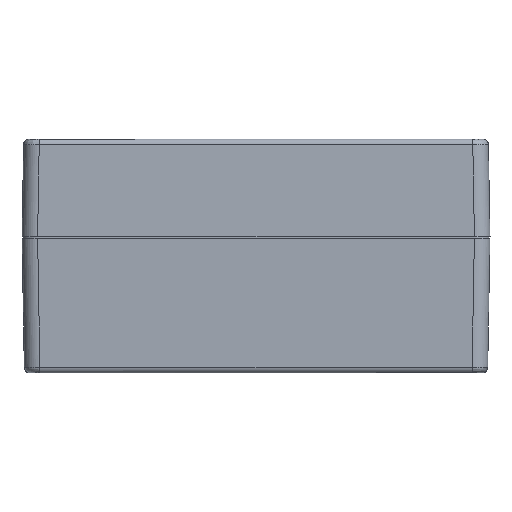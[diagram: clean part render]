
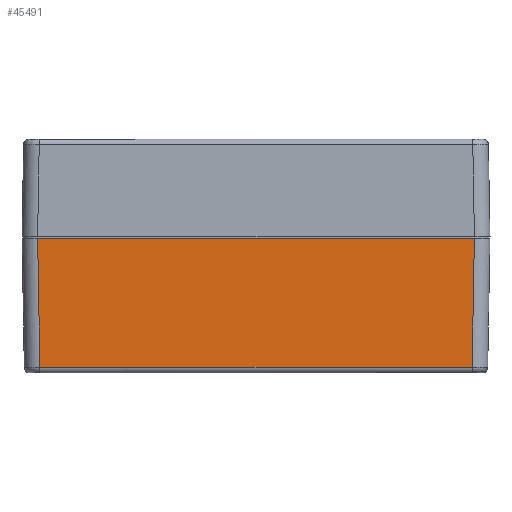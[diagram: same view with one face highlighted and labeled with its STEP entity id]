
A CAD part, left-side view. The second image highlights one B-rep face of the part: STEP entity #45491.
In plain terms, the highlighted planar face has unit normal (-1, 0, -0.018).
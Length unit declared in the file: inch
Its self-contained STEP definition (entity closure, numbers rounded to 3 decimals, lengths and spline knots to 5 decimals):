
#2802 = LINE ( 'NONE', #34270, #42912 ) ;
#4153 = DIRECTION ( 'NONE',  ( 0.017, -0.017, -1. ) ) ;
#7460 = CARTESIAN_POINT ( 'NONE',  ( -5.90417, -4.40815, -0.07692 ) ) ;
#11051 = VERTEX_POINT ( 'NONE', #123427 ) ;
#12204 = AXIS2_PLACEMENT_3D ( 'NONE', #70288, #103071, #60049 ) ;
#16719 = VERTEX_POINT ( 'NONE', #34176 ) ;
#21090 = EDGE_CURVE ( 'NONE', #11051, #31751, #2802, .T. ) ;
#28581 = VECTOR ( 'NONE', #84486, 39.37008 ) ;
#28636 = PLANE ( 'NONE',  #12204 ) ;
#31751 = VERTEX_POINT ( 'NONE', #122856 ) ;
#34176 = CARTESIAN_POINT ( 'NONE',  ( -5.85943, -4.36342, -2.63986 ) ) ;
#34270 = CARTESIAN_POINT ( 'NONE',  ( -5.90482, 4.40881, -0.03937 ) ) ;
#38075 = LINE ( 'NONE', #109135, #74195 ) ;
#38919 = DIRECTION ( 'NONE',  ( 0.017, 0.017, -1. ) ) ;
#39951 = ORIENTED_EDGE ( 'NONE', *, *, #106791, .F. ) ;
#42912 = VECTOR ( 'NONE', #4153, 39.37008 ) ;
#45491 = ADVANCED_FACE ( 'NONE', ( #69628 ), #28636, .T. ) ;
#56987 = VECTOR ( 'NONE', #38919, 39.37008 ) ;
#57015 = EDGE_CURVE ( 'NONE', #80817, #16719, #133155, .T. ) ;
#57237 = DIRECTION ( 'NONE',  ( 0., 1., 0. ) ) ;
#57356 = EDGE_CURVE ( 'NONE', #80817, #11051, #38075, .T. ) ;
#60049 = DIRECTION ( 'NONE',  ( -0.017, 0., 1. ) ) ;
#64118 = ORIENTED_EDGE ( 'NONE', *, *, #57356, .T. ) ;
#69628 = FACE_OUTER_BOUND ( 'NONE', #90882, .T. ) ;
#70040 = CARTESIAN_POINT ( 'NONE',  ( -5.90482, -4.40881, -0.03937 ) ) ;
#70288 = CARTESIAN_POINT ( 'NONE',  ( -5.90551, 4.72441, 0. ) ) ;
#72178 = CARTESIAN_POINT ( 'NONE',  ( -5.85943, 2.3622, -2.63986 ) ) ;
#74195 = VECTOR ( 'NONE', #57237, 39.37008 ) ;
#74891 = LINE ( 'NONE', #72178, #28581 ) ;
#80817 = VERTEX_POINT ( 'NONE', #70040 ) ;
#84486 = DIRECTION ( 'NONE',  ( 0., 1., 0. ) ) ;
#90882 = EDGE_LOOP ( 'NONE', ( #39951, #104117, #64118, #91206 ) ) ;
#91206 = ORIENTED_EDGE ( 'NONE', *, *, #21090, .T. ) ;
#103071 = DIRECTION ( 'NONE',  ( -1., 0., -0.017 ) ) ;
#104117 = ORIENTED_EDGE ( 'NONE', *, *, #57015, .F. ) ;
#106791 = EDGE_CURVE ( 'NONE', #16719, #31751, #74891, .T. ) ;
#109135 = CARTESIAN_POINT ( 'NONE',  ( -5.90482, 4.72441, -0.03937 ) ) ;
#122856 = CARTESIAN_POINT ( 'NONE',  ( -5.85943, 4.36342, -2.63986 ) ) ;
#123427 = CARTESIAN_POINT ( 'NONE',  ( -5.90482, 4.40881, -0.03937 ) ) ;
#133155 = LINE ( 'NONE', #7460, #56987 ) ;
